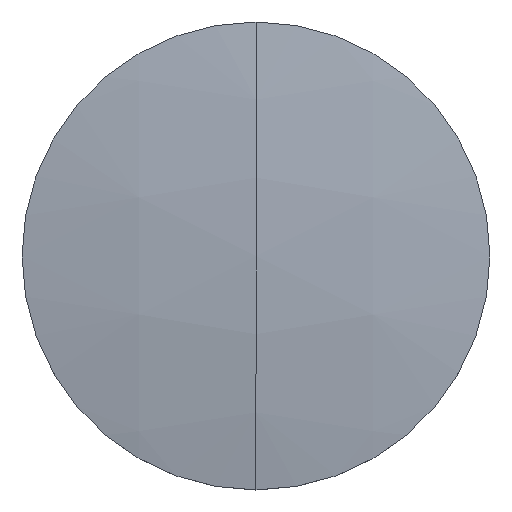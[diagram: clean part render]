
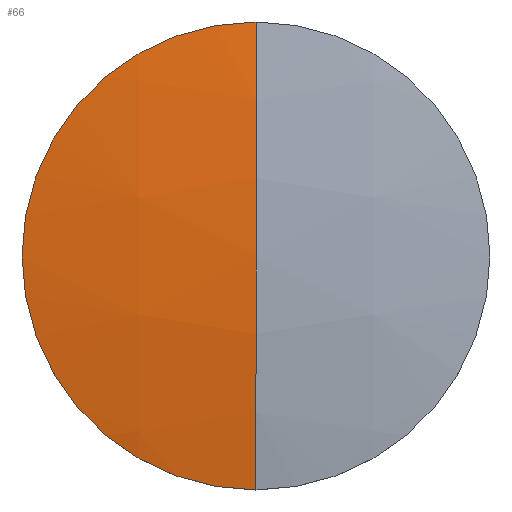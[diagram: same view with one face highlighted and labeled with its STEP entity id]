
A CAD part, top view. The second image highlights one B-rep face of the part: STEP entity #66.
In plain terms, the highlighted spherical face has radius 154.52 mm.
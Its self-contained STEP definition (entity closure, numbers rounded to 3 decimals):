
#2 = CIRCLE ( 'NONE', #3, 154.52 ) ;
#3 = AXIS2_PLACEMENT_3D ( 'NONE', #6, #7, #8 ) ;
#6 = CARTESIAN_POINT ( 'NONE',  ( 0., 0., -151.97 ) ) ;
#7 = DIRECTION ( 'NONE',  ( -1., 0., 0. ) ) ;
#8 = DIRECTION ( 'NONE',  ( 0., -1., 0. ) ) ;
#12 = VERTEX_POINT ( 'NONE', #28 ) ;
#13 = VERTEX_POINT ( 'NONE', #27 ) ;
#16 = EDGE_CURVE ( 'NONE', #13, #50, #25, .T. ) ;
#17 = ORIENTED_EDGE ( 'NONE', *, *, #31, .T. ) ;
#18 = EDGE_CURVE ( 'NONE', #50, #12, #2, .T. ) ;
#20 = ORIENTED_EDGE ( 'NONE', *, *, #16, .T. ) ;
#22 = DIRECTION ( 'NONE',  ( 1., 0., 0. ) ) ;
#23 = DIRECTION ( 'NONE',  ( 0., 0., 1. ) ) ;
#24 = AXIS2_PLACEMENT_3D ( 'NONE', #51, #23, #22 ) ;
#25 = CIRCLE ( 'NONE', #24, 25.4 ) ;
#27 = CARTESIAN_POINT ( 'NONE',  ( -25.4, 0., 0.448 ) ) ;
#28 = CARTESIAN_POINT ( 'NONE',  ( 0., 0., 2.55 ) ) ;
#31 = EDGE_CURVE ( 'NONE', #73, #13, #92, .T. ) ;
#41 = EDGE_LOOP ( 'NONE', ( #17, #20, #43, #75 ) ) ;
#43 = ORIENTED_EDGE ( 'NONE', *, *, #18, .T. ) ;
#50 = VERTEX_POINT ( 'NONE', #167 ) ;
#51 = CARTESIAN_POINT ( 'NONE',  ( 0., 0., 0.448 ) ) ;
#66 = ADVANCED_FACE ( 'NONE', ( #161 ), #224, .T. ) ;
#73 = VERTEX_POINT ( 'NONE', #235 ) ;
#75 = ORIENTED_EDGE ( 'NONE', *, *, #76, .F. ) ;
#76 = EDGE_CURVE ( 'NONE', #73, #12, #245, .T. ) ;
#79 = AXIS2_PLACEMENT_3D ( 'NONE', #95, #80, #87 ) ;
#80 = DIRECTION ( 'NONE',  ( 0., 0., 1. ) ) ;
#87 = DIRECTION ( 'NONE',  ( 1., 0., 0. ) ) ;
#92 = CIRCLE ( 'NONE', #79, 25.4 ) ;
#95 = CARTESIAN_POINT ( 'NONE',  ( 0., 0., 0.448 ) ) ;
#161 = FACE_OUTER_BOUND ( 'NONE', #41, .T. ) ;
#167 = CARTESIAN_POINT ( 'NONE',  ( 0., -25.4, 0.448 ) ) ;
#218 = DIRECTION ( 'NONE',  ( 1., 0., 0. ) ) ;
#224 = SPHERICAL_SURFACE ( 'NONE', #228, 154.52 ) ;
#225 = AXIS2_PLACEMENT_3D ( 'NONE', #249, #218, #246 ) ;
#226 = DIRECTION ( 'NONE',  ( 0., 1., 0. ) ) ;
#228 = AXIS2_PLACEMENT_3D ( 'NONE', #248, #230, #226 ) ;
#230 = DIRECTION ( 'NONE',  ( -1., 0., 0. ) ) ;
#235 = CARTESIAN_POINT ( 'NONE',  ( 0., 25.4, 0.448 ) ) ;
#245 = CIRCLE ( 'NONE', #225, 154.52 ) ;
#246 = DIRECTION ( 'NONE',  ( 0., 0., -1. ) ) ;
#248 = CARTESIAN_POINT ( 'NONE',  ( 0., 0., -151.97 ) ) ;
#249 = CARTESIAN_POINT ( 'NONE',  ( 0., 0., -151.97 ) ) ;
